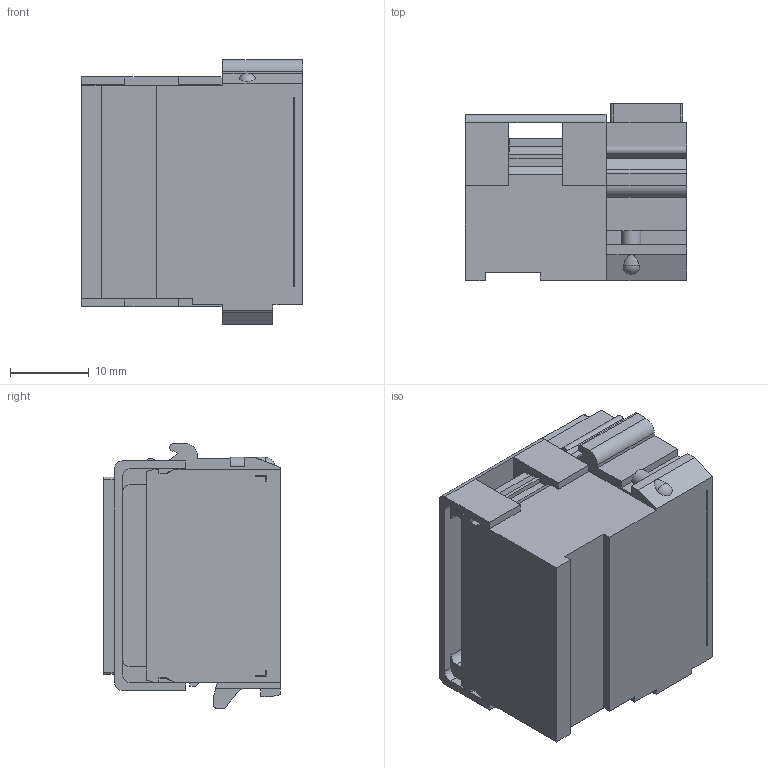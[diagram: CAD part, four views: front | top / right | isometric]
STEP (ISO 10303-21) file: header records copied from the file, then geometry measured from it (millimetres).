
FILE_DESCRIPTION((''),'2;1');
FILE_NAME('00176520502','2020-09-01T',('presta_be4'),(''),'CREO PARAMETRIC BY PTC INC, 2018360','CREO PARAMETRIC BY PTC INC, 2018360','');
FILE_SCHEMA(('CONFIG_CONTROL_DESIGN'));
Products named in the file (1): 00176520502
Bounding box: 28 x 22.41 x 33.55 mm (x, y, z)
Volume: 8663.3 mm3; surface area: 12137.1 mm2
Topology: 13 solids, 13 shells, 3256 faces, 8184 edges, 5241 vertices
Faces by surface type: plane 1982, cylinder 601, cone 384, torus 288, sphere 1
Entity records: 98396 total; most frequent: CARTESIAN_POINT 18282, DIRECTION 17083, ORIENTED_EDGE 16320, EDGE_CURVE 8160, AXIS2_PLACEMENT_3D 6053, VERTEX_POINT 5241, VECTOR 4977, LINE 4977
